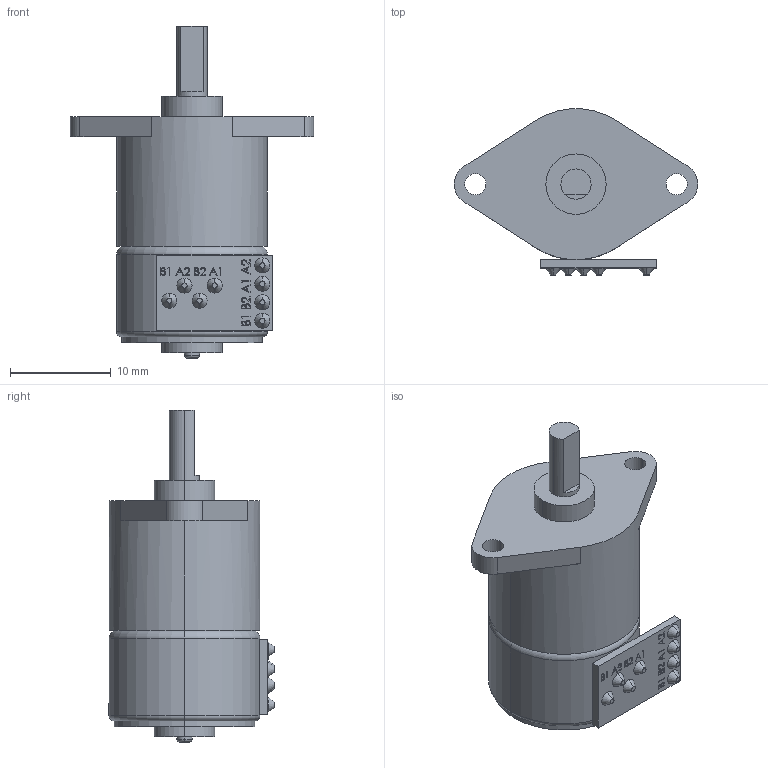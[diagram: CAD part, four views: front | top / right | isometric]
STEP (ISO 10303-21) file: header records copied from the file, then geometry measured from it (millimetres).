
FILE_DESCRIPTION (( 'STEP AP214' ), '1' );
FILE_NAME ('StepGearMotor_GM15BY-VSM1527-100-10D.STEP', '2022-11-04T15:29:30', ( 'Elessar' ), ( '' ), 'SwSTEP 2.0', 'SolidWorks 2018', '' );
FILE_SCHEMA (( 'AUTOMOTIVE_DESIGN' ));
Length unit declared in the file: millimetre
Products named in the file (1): StepGearMotor_GM15BY-VSM1527-100-10D
Bounding box: 24.2 x 16.5 x 33 mm (x, y, z)
Volume: 4259.5 mm3; surface area: 1944.1 mm2
Topology: 2 solids, 2 shells, 288 faces, 721 edges, 478 vertices
Faces by surface type: plane 185, bspline 60, cylinder 21, cone 16, torus 6
Entity records: 14982 total; most frequent: CARTESIAN_POINT 5356, ORIENTED_EDGE 1442, DIRECTION 1149, EDGE_CURVE 721, VECTOR 511, LINE 511, VERTEX_POINT 478, EDGE_LOOP 333
